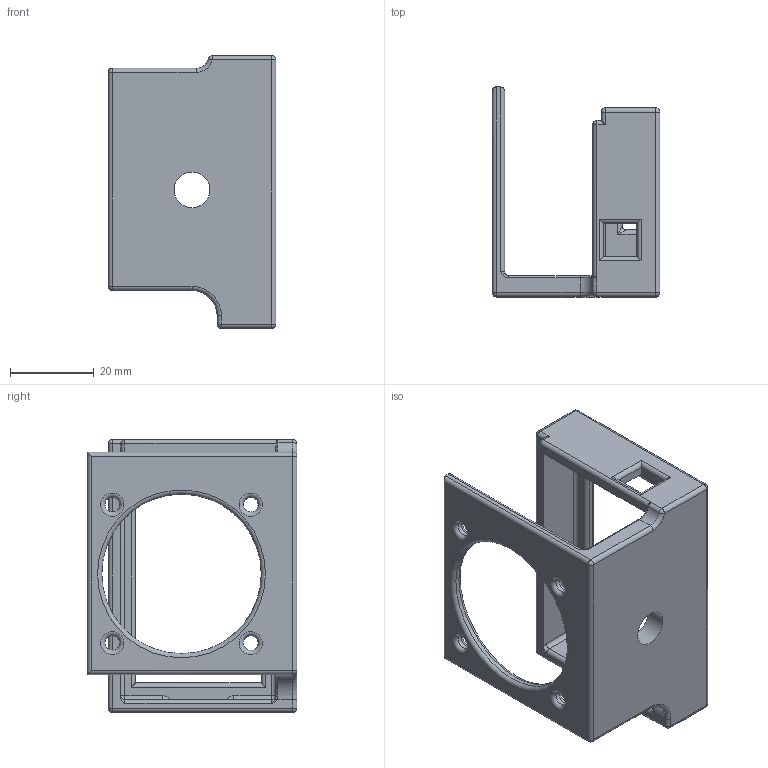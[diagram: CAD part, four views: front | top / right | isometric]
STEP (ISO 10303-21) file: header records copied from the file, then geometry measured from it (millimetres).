
FILE_DESCRIPTION(/* description */ ('','CAx-IF Rec.Pracs.---Representation and Presentation of Product Manufacturing Information (PMI)---4.0---2014-10-13'),/* implementation_level */ '2;1');
FILE_NAME(/* name */ 'Transmitter holder.step',/* time_stamp */ '2025-01-18T03:45:00+05:30',/* author */ (''),/* organization */ (''),/* preprocessor_version */ 'ST-DEVELOPER v20',/* originating_system */ 'Autodesk Translation Framework v13.20.0.188',/* authorisation */ '');
FILE_SCHEMA (('AP242_MANAGED_MODEL_BASED_3D_ENGINEERING_MIM_LF { 1 0 10303 442 1 1 4 }'));
Length unit declared in the file: millimetre
Products named in the file (1): holder 
Bounding box: 40 x 50 x 65 mm (x, y, z)
Volume: 22129.5 mm3; surface area: 13948.1 mm2
Topology: 1 solids, 1 shells, 142 faces, 332 edges, 182 vertices
Faces by surface type: cylinder 68, plane 29, torus 21, sphere 13, bspline 11
Full cylindrical faces by diameter (mm): 3.5 x4, 8.5 x1, 38 x1
Entity records: 4345 total; most frequent: CARTESIAN_POINT 1049, DIRECTION 735, ORIENTED_EDGE 646, EDGE_CURVE 323, AXIS2_PLACEMENT_3D 293, VERTEX_POINT 182, EDGE_LOOP 159, LINE 149
